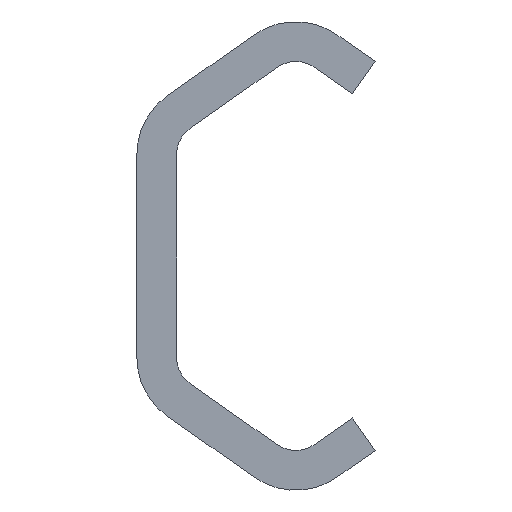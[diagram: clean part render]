
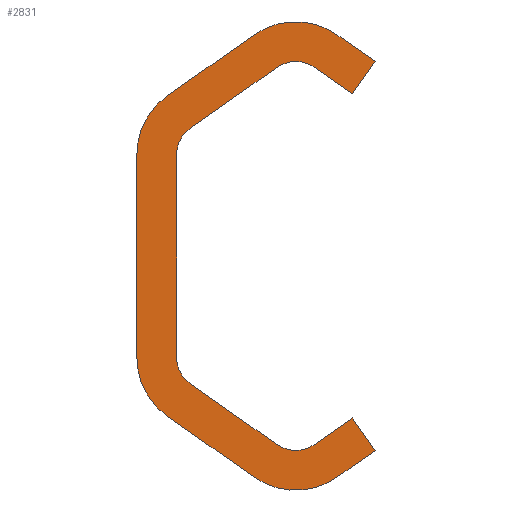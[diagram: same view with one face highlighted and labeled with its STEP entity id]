
A CAD part, left-side view. The second image highlights one B-rep face of the part: STEP entity #2831.
In plain terms, the highlighted planar face has unit normal (-1, 0, 0).
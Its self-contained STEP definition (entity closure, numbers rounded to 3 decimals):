
#2003=CARTESIAN_POINT('',(0.0,-5.0,12.246));
#2004=VERTEX_POINT('',#2003);
#2011=CARTESIAN_POINT('',(0.0,-3.567,10.2));
#2012=VERTEX_POINT('',#2011);
#2013=CARTESIAN_POINT('',(0.0,-5.0,12.246));
#2014=DIRECTION('',(0.0,0.574,-0.819));
#2015=VECTOR('',#2014,2.498);
#2016=LINE('',#2013,#2015);
#2017=EDGE_CURVE('',#2004,#2012,#2016,.T.);
#2041=CARTESIAN_POINT('',(0.0,-2.599,13.93));
#2042=VERTEX_POINT('',#2041);
#2049=CARTESIAN_POINT('',(0.0,-2.599,13.93));
#2050=DIRECTION('',(0.0,-0.819,-0.574));
#2051=VECTOR('',#2050,2.932);
#2052=LINE('',#2049,#2051);
#2053=EDGE_CURVE('',#2042,#2004,#2052,.T.);
#2073=CARTESIAN_POINT('',(0.0,2.596,13.932));
#2074=VERTEX_POINT('',#2073);
#2081=CARTESIAN_POINT('',(0.0,0.,10.222));
#2082=DIRECTION('',(1.0,0.0,0.0));
#2083=DIRECTION('',(0.0,0.573,0.819));
#2084=AXIS2_PLACEMENT_3D('',#2081,#2082,#2083);
#2085=CIRCLE('',#2084,4.528);
#2086=EDGE_CURVE('',#2074,#2042,#2085,.T.);
#2105=CARTESIAN_POINT('',(0.0,8.068,10.102));
#2106=VERTEX_POINT('',#2105);
#2113=CARTESIAN_POINT('',(0.0,8.068,10.102));
#2114=DIRECTION('',(0.0,-0.819,0.573));
#2115=VECTOR('',#2114,6.679);
#2116=LINE('',#2113,#2115);
#2117=EDGE_CURVE('',#2106,#2074,#2116,.T.);
#2137=CARTESIAN_POINT('',(0.0,10.0,6.392));
#2138=VERTEX_POINT('',#2137);
#2145=CARTESIAN_POINT('',(0.0,5.472,6.392));
#2146=DIRECTION('',(1.0,0.0,0.0));
#2147=DIRECTION('',(0.0,1.0,0.0));
#2148=AXIS2_PLACEMENT_3D('',#2145,#2146,#2147);
#2149=CIRCLE('',#2148,4.528);
#2150=EDGE_CURVE('',#2138,#2106,#2149,.T.);
#2169=CARTESIAN_POINT('',(0.0,10.0,-6.393));
#2170=VERTEX_POINT('',#2169);
#2177=CARTESIAN_POINT('',(0.0,10.0,-6.393));
#2178=DIRECTION('',(0.0,0.0,1.0));
#2179=VECTOR('',#2178,12.785);
#2180=LINE('',#2177,#2179);
#2181=EDGE_CURVE('',#2170,#2138,#2180,.T.);
#2291=CARTESIAN_POINT('',(0.0,8.069,-10.102));
#2292=VERTEX_POINT('',#2291);
#2299=CARTESIAN_POINT('',(0.0,5.472,-6.393));
#2300=DIRECTION('',(1.0,0.0,0.0));
#2301=DIRECTION('',(0.0,0.574,-0.819));
#2302=AXIS2_PLACEMENT_3D('',#2299,#2300,#2301);
#2303=CIRCLE('',#2302,4.528);
#2304=EDGE_CURVE('',#2292,#2170,#2303,.T.);
#2323=CARTESIAN_POINT('',(0.0,2.599,-13.932));
#2324=VERTEX_POINT('',#2323);
#2331=CARTESIAN_POINT('',(0.0,2.599,-13.932));
#2332=DIRECTION('',(0.0,0.819,0.574));
#2333=VECTOR('',#2332,6.678);
#2334=LINE('',#2331,#2333);
#2335=EDGE_CURVE('',#2324,#2292,#2334,.T.);
#2355=CARTESIAN_POINT('',(0.0,-2.598,-13.931));
#2356=VERTEX_POINT('',#2355);
#2363=CARTESIAN_POINT('',(0.0,0.002,-10.223));
#2364=DIRECTION('',(1.0,0.0,0.0));
#2365=DIRECTION('',(0.0,-0.574,-0.819));
#2366=AXIS2_PLACEMENT_3D('',#2363,#2364,#2365);
#2367=CIRCLE('',#2366,4.528);
#2368=EDGE_CURVE('',#2356,#2324,#2367,.T.);
#2387=CARTESIAN_POINT('',(0.0,-5.0,-12.246));
#2388=VERTEX_POINT('',#2387);
#2395=CARTESIAN_POINT('',(0.0,-5.0,-12.246));
#2396=DIRECTION('',(0.0,0.819,-0.574));
#2397=VECTOR('',#2396,2.934);
#2398=LINE('',#2395,#2397);
#2399=EDGE_CURVE('',#2388,#2356,#2398,.T.);
#2418=CARTESIAN_POINT('',(0.0,-3.567,-10.2));
#2419=VERTEX_POINT('',#2418);
#2426=CARTESIAN_POINT('',(0.0,-3.567,-10.2));
#2427=DIRECTION('',(0.0,-0.574,-0.819));
#2428=VECTOR('',#2427,2.498);
#2429=LINE('',#2426,#2428);
#2430=EDGE_CURVE('',#2419,#2388,#2429,.T.);
#2449=CARTESIAN_POINT('',(0.0,-1.163,-11.883));
#2450=VERTEX_POINT('',#2449);
#2457=CARTESIAN_POINT('',(0.0,-1.163,-11.883));
#2458=DIRECTION('',(0.0,-0.819,0.574));
#2459=VECTOR('',#2458,2.935);
#2460=LINE('',#2457,#2459);
#2461=EDGE_CURVE('',#2450,#2419,#2460,.T.);
#2481=CARTESIAN_POINT('',(0.0,1.163,-11.883));
#2482=VERTEX_POINT('',#2481);
#2489=CARTESIAN_POINT('',(0.0,0.,-10.222));
#2490=DIRECTION('',(-1.0,0.0,0.0));
#2491=DIRECTION('',(0.0,0.574,0.819));
#2492=AXIS2_PLACEMENT_3D('',#2489,#2490,#2491);
#2493=CIRCLE('',#2492,2.028);
#2494=EDGE_CURVE('',#2482,#2450,#2493,.T.);
#2513=CARTESIAN_POINT('',(0.0,6.635,-8.052));
#2514=VERTEX_POINT('',#2513);
#2521=CARTESIAN_POINT('',(0.0,6.635,-8.052));
#2522=DIRECTION('',(0.0,-0.819,-0.574));
#2523=VECTOR('',#2522,6.68);
#2524=LINE('',#2521,#2523);
#2525=EDGE_CURVE('',#2514,#2482,#2524,.T.);
#2545=CARTESIAN_POINT('',(0.0,7.5,-6.39));
#2546=VERTEX_POINT('',#2545);
#2553=CARTESIAN_POINT('',(0.0,5.472,-6.39));
#2554=DIRECTION('',(-1.0,0.0,0.0));
#2555=DIRECTION('',(0.0,-0.574,0.819));
#2556=AXIS2_PLACEMENT_3D('',#2553,#2554,#2555);
#2557=CIRCLE('',#2556,2.028);
#2558=EDGE_CURVE('',#2546,#2514,#2557,.T.);
#2577=CARTESIAN_POINT('',(0.0,7.5,6.39));
#2578=VERTEX_POINT('',#2577);
#2585=CARTESIAN_POINT('',(0.0,7.5,6.39));
#2586=DIRECTION('',(0.0,0.0,-1.0));
#2587=VECTOR('',#2586,12.781);
#2588=LINE('',#2585,#2587);
#2589=EDGE_CURVE('',#2578,#2546,#2588,.T.);
#2699=CARTESIAN_POINT('',(0.0,6.635,8.052));
#2700=VERTEX_POINT('',#2699);
#2707=CARTESIAN_POINT('',(0.0,5.472,6.39));
#2708=DIRECTION('',(-1.0,0.0,0.0));
#2709=DIRECTION('',(0.0,-1.0,0.0));
#2710=AXIS2_PLACEMENT_3D('',#2707,#2708,#2709);
#2711=CIRCLE('',#2710,2.028);
#2712=EDGE_CURVE('',#2700,#2578,#2711,.T.);
#2731=CARTESIAN_POINT('',(0.0,1.163,11.883));
#2732=VERTEX_POINT('',#2731);
#2739=CARTESIAN_POINT('',(0.0,1.163,11.883));
#2740=DIRECTION('',(0.0,0.819,-0.574));
#2741=VECTOR('',#2740,6.68);
#2742=LINE('',#2739,#2741);
#2743=EDGE_CURVE('',#2732,#2700,#2742,.T.);
#2763=CARTESIAN_POINT('',(0.0,-1.163,11.883));
#2764=VERTEX_POINT('',#2763);
#2771=CARTESIAN_POINT('',(0.0,0.,10.222));
#2772=DIRECTION('',(-1.0,0.0,0.0));
#2773=DIRECTION('',(0.0,-0.574,-0.819));
#2774=AXIS2_PLACEMENT_3D('',#2771,#2772,#2773);
#2775=CIRCLE('',#2774,2.028);
#2776=EDGE_CURVE('',#2764,#2732,#2775,.T.);
#2794=CARTESIAN_POINT('',(0.0,-3.567,10.2));
#2795=DIRECTION('',(0.0,0.819,0.574));
#2796=VECTOR('',#2795,2.935);
#2797=LINE('',#2794,#2796);
#2798=EDGE_CURVE('',#2012,#2764,#2797,.T.);
#2804=CARTESIAN_POINT('',(0.0,4.08,0.));
#2805=DIRECTION('',(1.0,0.0,0.0));
#2806=DIRECTION('',(0.0,0.0,-1.0));
#2807=AXIS2_PLACEMENT_3D('',#2804,#2805,#2806);
#2808=PLANE('',#2807);
#2809=ORIENTED_EDGE('',*,*,#2798,.F.);
#2810=ORIENTED_EDGE('',*,*,#2017,.F.);
#2811=ORIENTED_EDGE('',*,*,#2053,.F.);
#2812=ORIENTED_EDGE('',*,*,#2086,.F.);
#2813=ORIENTED_EDGE('',*,*,#2117,.F.);
#2814=ORIENTED_EDGE('',*,*,#2150,.F.);
#2815=ORIENTED_EDGE('',*,*,#2181,.F.);
#2816=ORIENTED_EDGE('',*,*,#2304,.F.);
#2817=ORIENTED_EDGE('',*,*,#2335,.F.);
#2818=ORIENTED_EDGE('',*,*,#2368,.F.);
#2819=ORIENTED_EDGE('',*,*,#2399,.F.);
#2820=ORIENTED_EDGE('',*,*,#2430,.F.);
#2821=ORIENTED_EDGE('',*,*,#2461,.F.);
#2822=ORIENTED_EDGE('',*,*,#2494,.F.);
#2823=ORIENTED_EDGE('',*,*,#2525,.F.);
#2824=ORIENTED_EDGE('',*,*,#2558,.F.);
#2825=ORIENTED_EDGE('',*,*,#2589,.F.);
#2826=ORIENTED_EDGE('',*,*,#2712,.F.);
#2827=ORIENTED_EDGE('',*,*,#2743,.F.);
#2828=ORIENTED_EDGE('',*,*,#2776,.F.);
#2829=EDGE_LOOP('',(#2809,#2810,#2811,#2812,#2813,#2814,#2815,#2816,#2817,#2818,#2819,#2820,#2821,#2822,#2823,#2824,#2825,#2826,#2827,#2828));
#2830=FACE_OUTER_BOUND('',#2829,.T.);
#2831=ADVANCED_FACE('',(#2830),#2808,.F.);
